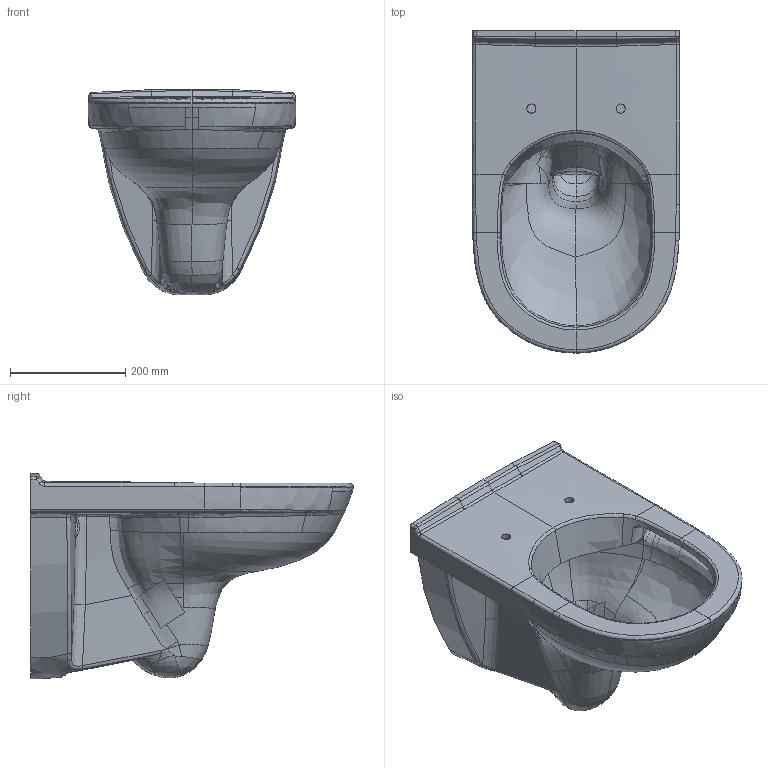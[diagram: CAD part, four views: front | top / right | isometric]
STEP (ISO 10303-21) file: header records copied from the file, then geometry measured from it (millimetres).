
FILE_DESCRIPTION(/* description */ (''),/* implementation_level */ '2;1');
FILE_NAME(/* name */ '5660R0_C12_O.Novo_WWC_DirectFlush.stp',/* time_stamp */ '2019-01-31T14:59:27+01:00',/* author */ (''),/* organization */ (''),/* preprocessor_version */ 'ST-DEVELOPER v16',/* originating_system */ 'SIEMENS PLM Software NX 10.0',/* authorisation */ '');
FILE_SCHEMA (('AUTOMOTIVE_DESIGN { 1 0 10303 214 3 1 1 1 }'));
Products named in the file (1): math23306D5E76my
Bounding box: 359.86 x 560 x 357.36 mm (x, y, z)
Volume: 16059396.2 mm3; surface area: 932841.3 mm2
Topology: 1 solids, 1 shells, 423 faces, 1124 edges, 702 vertices
Faces by surface type: bspline 396, plane 11, cylinder 10, sphere 4, extrusion 2
Full cylindrical faces by diameter (mm): 16 x2
Entity records: 58570 total; most frequent: CARTESIAN_POINT 51736, ORIENTED_EDGE 2222, EDGE_CURVE 1111, B_SPLINE_CURVE_WITH_KNOTS 945, VERTEX_POINT 700, EDGE_LOOP 433, ADVANCED_FACE 423, FACE_OUTER_BOUND 413
